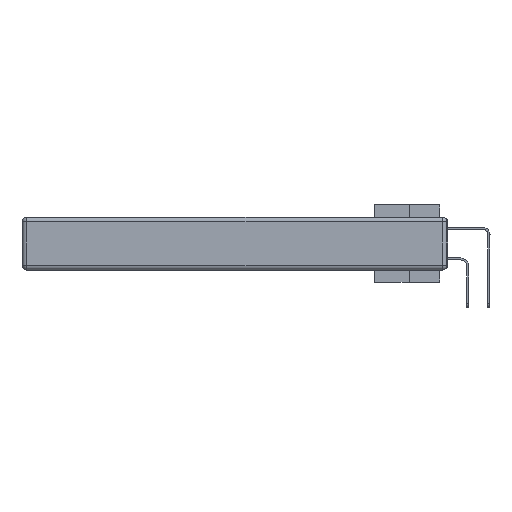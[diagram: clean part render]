
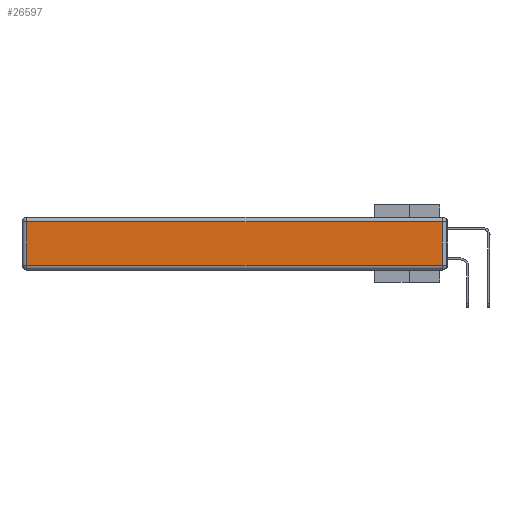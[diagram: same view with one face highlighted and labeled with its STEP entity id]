
A CAD part, left-side view. The second image highlights one B-rep face of the part: STEP entity #26597.
In plain terms, the highlighted planar face has unit normal (-1, 0, 0).
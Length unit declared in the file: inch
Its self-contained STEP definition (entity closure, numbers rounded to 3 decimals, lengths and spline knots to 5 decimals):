
#210 = VECTOR ( 'NONE', #16993, 39.37008 ) ;
#526 = DIRECTION ( 'NONE',  ( 0., 0., 1. ) ) ;
#765 = VERTEX_POINT ( 'NONE', #17372 ) ;
#1526 = VERTEX_POINT ( 'NONE', #22908 ) ;
#1792 = CARTESIAN_POINT ( 'NONE',  ( 0., 2.75, -0.03 ) ) ;
#3384 = EDGE_CURVE ( 'NONE', #1526, #19165, #14090, .T. ) ;
#3869 = VECTOR ( 'NONE', #31073, 39.37008 ) ;
#5250 = AXIS2_PLACEMENT_3D ( 'NONE', #17678, #17884, #526 ) ;
#5568 = VECTOR ( 'NONE', #19231, 39.37008 ) ;
#5862 = LINE ( 'NONE', #29459, #22979 ) ;
#14090 = LINE ( 'NONE', #25994, #210 ) ;
#15343 = FACE_OUTER_BOUND ( 'NONE', #19274, .T. ) ;
#16234 = EDGE_CURVE ( 'NONE', #765, #33611, #5862, .T. ) ;
#16993 = DIRECTION ( 'NONE',  ( 0., 0., 1. ) ) ;
#17372 = CARTESIAN_POINT ( 'NONE',  ( 0., 2.72, -0.03 ) ) ;
#17678 = CARTESIAN_POINT ( 'NONE',  ( 0., 0., -0.343 ) ) ;
#17884 = DIRECTION ( 'NONE',  ( -1., 0., 0. ) ) ;
#18584 = EDGE_CURVE ( 'NONE', #33611, #1526, #22361, .T. ) ;
#19165 = VERTEX_POINT ( 'NONE', #29708 ) ;
#19231 = DIRECTION ( 'NONE',  ( 0., -1., 0. ) ) ;
#19274 = EDGE_LOOP ( 'NONE', ( #30188, #25619, #25251, #29089 ) ) ;
#19747 = LINE ( 'NONE', #1792, #3869 ) ;
#22361 = LINE ( 'NONE', #34248, #5568 ) ;
#22594 = EDGE_CURVE ( 'NONE', #19165, #765, #19747, .T. ) ;
#22908 = CARTESIAN_POINT ( 'NONE',  ( 0., 0.03, -0.313 ) ) ;
#22979 = VECTOR ( 'NONE', #23622, 39.37008 ) ;
#23551 = PLANE ( 'NONE',  #5250 ) ;
#23622 = DIRECTION ( 'NONE',  ( 0., 0., -1. ) ) ;
#25251 = ORIENTED_EDGE ( 'NONE', *, *, #22594, .T. ) ;
#25619 = ORIENTED_EDGE ( 'NONE', *, *, #3384, .T. ) ;
#25994 = CARTESIAN_POINT ( 'NONE',  ( 0., 0.03, -0.343 ) ) ;
#26597 = ADVANCED_FACE ( 'NONE', ( #15343 ), #23551, .T. ) ;
#29089 = ORIENTED_EDGE ( 'NONE', *, *, #16234, .T. ) ;
#29459 = CARTESIAN_POINT ( 'NONE',  ( 0., 2.72, -0.343 ) ) ;
#29708 = CARTESIAN_POINT ( 'NONE',  ( 0., 0.03, -0.03 ) ) ;
#30188 = ORIENTED_EDGE ( 'NONE', *, *, #18584, .T. ) ;
#30772 = CARTESIAN_POINT ( 'NONE',  ( 0., 2.72, -0.313 ) ) ;
#31073 = DIRECTION ( 'NONE',  ( 0., 1., 0. ) ) ;
#33611 = VERTEX_POINT ( 'NONE', #30772 ) ;
#34248 = CARTESIAN_POINT ( 'NONE',  ( 0., 0., -0.313 ) ) ;
